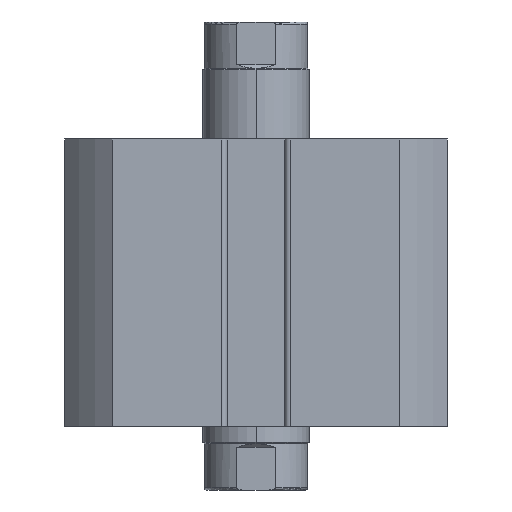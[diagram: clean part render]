
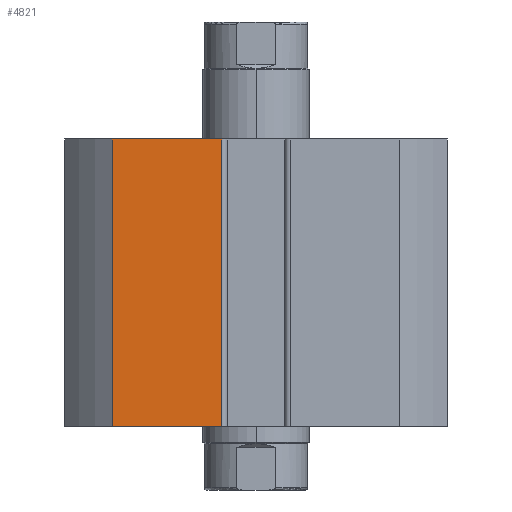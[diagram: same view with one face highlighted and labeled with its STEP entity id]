
A CAD part, front view. The second image highlights one B-rep face of the part: STEP entity #4821.
In plain terms, the highlighted planar face has unit normal (0, -1, 0).
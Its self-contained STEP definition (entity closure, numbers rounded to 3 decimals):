
#206 = ORIENTED_EDGE ( 'NONE', *, *, #4758, .F. ) ;
#276 = ORIENTED_EDGE ( 'NONE', *, *, #4644, .F. ) ;
#502 = DIRECTION ( 'NONE',  ( 0., 1., 0. ) ) ;
#557 = CARTESIAN_POINT ( 'NONE',  ( -18., -18., 27. ) ) ;
#826 = DIRECTION ( 'NONE',  ( 0., 0., 1. ) ) ;
#908 = PLANE ( 'NONE',  #1060 ) ;
#910 = DIRECTION ( 'NONE',  ( 1., 0., 0. ) ) ;
#928 = CARTESIAN_POINT ( 'NONE',  ( -18., -18., 27. ) ) ;
#1060 = AXIS2_PLACEMENT_3D ( 'NONE', #557, #502, #826 ) ;
#1446 = EDGE_LOOP ( 'NONE', ( #276, #1753, #1720, #206 ) ) ;
#1720 = ORIENTED_EDGE ( 'NONE', *, *, #4572, .T. ) ;
#1753 = ORIENTED_EDGE ( 'NONE', *, *, #4634, .T. ) ;
#2562 = LINE ( 'NONE', #3894, #2569 ) ;
#2569 = VECTOR ( 'NONE', #3893, 1000. ) ;
#2661 = VECTOR ( 'NONE', #3759, 1000. ) ;
#2665 = LINE ( 'NONE', #3709, #2661 ) ;
#2676 = LINE ( 'NONE', #3587, #2680 ) ;
#2680 = VECTOR ( 'NONE', #3557, 1000. ) ;
#2861 = LINE ( 'NONE', #928, #2862 ) ;
#2862 = VECTOR ( 'NONE', #910, 1000. ) ;
#2964 = FACE_OUTER_BOUND ( 'NONE', #1446, .T. ) ;
#3557 = DIRECTION ( 'NONE',  ( 0., 0., 1. ) ) ;
#3587 = CARTESIAN_POINT ( 'NONE',  ( -13.5, -18., 0. ) ) ;
#3709 = CARTESIAN_POINT ( 'NONE',  ( -18., -18., 0. ) ) ;
#3759 = DIRECTION ( 'NONE',  ( 1., 0., 0. ) ) ;
#3893 = DIRECTION ( 'NONE',  ( 0., 0., 1. ) ) ;
#3894 = CARTESIAN_POINT ( 'NONE',  ( -3.2, -18., 27. ) ) ;
#4154 = CARTESIAN_POINT ( 'NONE',  ( -3.2, -18., 27. ) ) ;
#4232 = CARTESIAN_POINT ( 'NONE',  ( -13.5, -18., 27. ) ) ;
#4250 = CARTESIAN_POINT ( 'NONE',  ( -3.2, -18., 0. ) ) ;
#4266 = CARTESIAN_POINT ( 'NONE',  ( -13.5, -18., 0. ) ) ;
#4572 = EDGE_CURVE ( 'NONE', #5403, #5169, #2562, .T. ) ;
#4634 = EDGE_CURVE ( 'NONE', #5428, #5403, #2665, .T. ) ;
#4644 = EDGE_CURVE ( 'NONE', #5428, #5369, #2676, .T. ) ;
#4758 = EDGE_CURVE ( 'NONE', #5369, #5169, #2861, .T. ) ;
#4821 = ADVANCED_FACE ( 'NONE', ( #2964 ), #908, .F. ) ;
#5169 = VERTEX_POINT ( 'NONE', #4154 ) ;
#5369 = VERTEX_POINT ( 'NONE', #4232 ) ;
#5403 = VERTEX_POINT ( 'NONE', #4250 ) ;
#5428 = VERTEX_POINT ( 'NONE', #4266 ) ;
